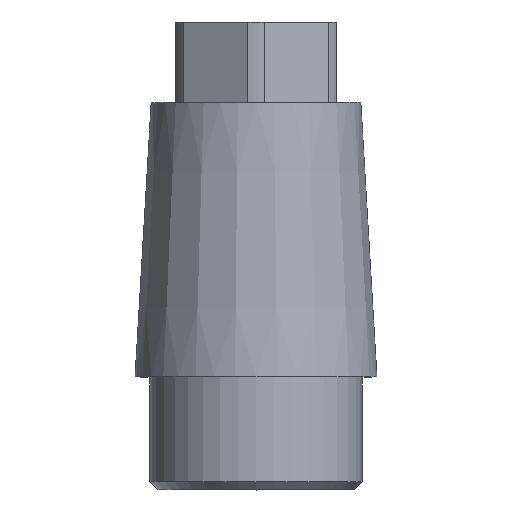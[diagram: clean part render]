
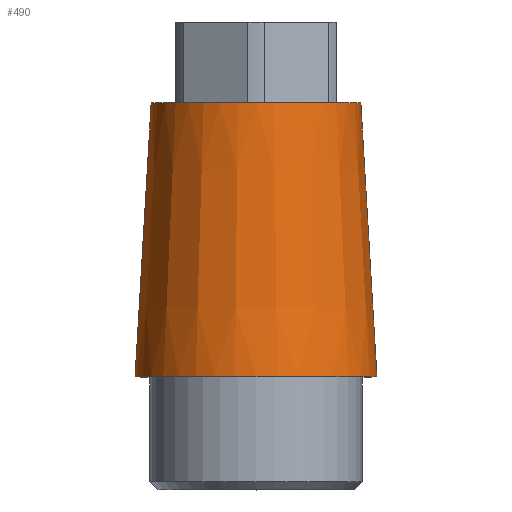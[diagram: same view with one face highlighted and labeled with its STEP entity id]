
A CAD part, top view. The second image highlights one B-rep face of the part: STEP entity #490.
In plain terms, the highlighted conical face has half-angle 3.366 degrees and reference radius 6.5 mm.
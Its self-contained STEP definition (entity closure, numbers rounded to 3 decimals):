
#20=CONICAL_SURFACE('',#534,6.5,0.059);
#47=CIRCLE('',#522,7.5);
#50=CIRCLE('',#527,6.5);
#131=ORIENTED_EDGE('',*,*,#170,.T.);
#132=ORIENTED_EDGE('',*,*,#173,.F.);
#170=EDGE_CURVE('',#207,#207,#47,.T.);
#173=EDGE_CURVE('',#210,#210,#50,.T.);
#207=VERTEX_POINT('',#714);
#210=VERTEX_POINT('',#722);
#281=EDGE_LOOP('',(#131));
#282=EDGE_LOOP('',(#132));
#309=FACE_BOUND('',#281,.T.);
#310=FACE_BOUND('',#282,.T.);
#490=ADVANCED_FACE('',(#309,#310),#20,.T.);
#522=AXIS2_PLACEMENT_3D('',#713,#605,#606);
#527=AXIS2_PLACEMENT_3D('',#721,#615,#616);
#534=AXIS2_PLACEMENT_3D('',#735,#635,#636);
#605=DIRECTION('',(0.,1.,0.));
#606=DIRECTION('',(1.,0.,0.));
#615=DIRECTION('',(0.,1.,0.));
#616=DIRECTION('',(0.,0.,1.));
#635=DIRECTION('',(0.,-1.,0.));
#636=DIRECTION('',(0.,0.,-1.));
#713=CARTESIAN_POINT('',(0.,7.,0.));
#714=CARTESIAN_POINT('',(7.5,7.,0.));
#721=CARTESIAN_POINT('',(0.,24.,0.));
#722=CARTESIAN_POINT('',(0.,24.,6.5));
#735=CARTESIAN_POINT('',(0.,24.,0.));
